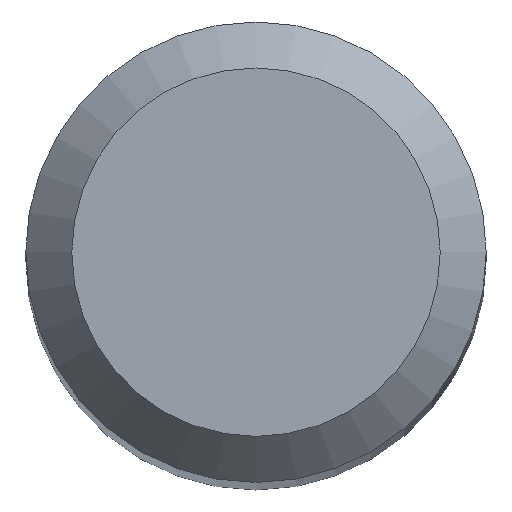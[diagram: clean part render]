
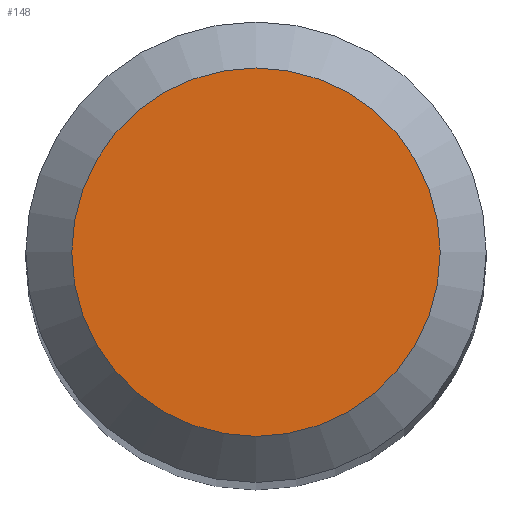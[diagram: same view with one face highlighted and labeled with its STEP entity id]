
A CAD part, top view. The second image highlights one B-rep face of the part: STEP entity #148.
In plain terms, the highlighted planar face has unit normal (0, 0, 1).
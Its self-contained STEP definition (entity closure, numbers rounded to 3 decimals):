
#21 = EDGE_LOOP ( 'NONE', ( #169 ) ) ;
#32 = PLANE ( 'NONE',  #221 ) ;
#50 = DIRECTION ( 'NONE',  ( 0., 0., -1. ) ) ;
#55 = CARTESIAN_POINT ( 'NONE',  ( 0., 1.6, 42. ) ) ;
#81 = CARTESIAN_POINT ( 'NONE',  ( 0., 0., 42. ) ) ;
#83 = DIRECTION ( 'NONE',  ( 0., 0., -1. ) ) ;
#90 = FACE_OUTER_BOUND ( 'NONE', #21, .T. ) ;
#92 = CARTESIAN_POINT ( 'NONE',  ( 0., 0., 42. ) ) ;
#129 = DIRECTION ( 'NONE',  ( 0., 1., 0. ) ) ;
#139 = CIRCLE ( 'NONE', #179, 1.6 ) ;
#148 = ADVANCED_FACE ( 'NONE', ( #90 ), #32, .F. ) ;
#149 = VERTEX_POINT ( 'NONE', #55 ) ;
#169 = ORIENTED_EDGE ( 'NONE', *, *, #207, .F. ) ;
#179 = AXIS2_PLACEMENT_3D ( 'NONE', #81, #83, #212 ) ;
#207 = EDGE_CURVE ( 'NONE', #149, #149, #139, .T. ) ;
#212 = DIRECTION ( 'NONE',  ( 0., 1., 0. ) ) ;
#221 = AXIS2_PLACEMENT_3D ( 'NONE', #92, #50, #129 ) ;
